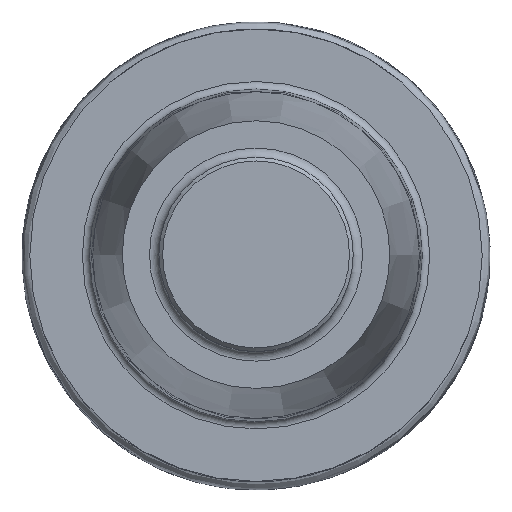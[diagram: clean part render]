
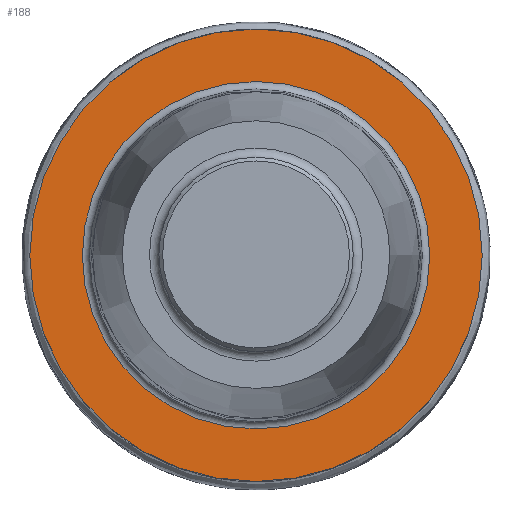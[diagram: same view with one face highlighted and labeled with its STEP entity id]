
A CAD part, top view. The second image highlights one B-rep face of the part: STEP entity #188.
In plain terms, the highlighted planar face has unit normal (0, 0, 1).
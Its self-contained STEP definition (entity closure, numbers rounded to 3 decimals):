
#156=PLANE('',#696);
#188=ADVANCED_FACE('',(#248,#249),#156,.F.);
#248=FACE_BOUND('',#298,.T.);
#249=FACE_BOUND('',#299,.T.);
#298=EDGE_LOOP('',(#372));
#299=EDGE_LOOP('',(#373));
#372=ORIENTED_EDGE('',*,*,#494,.T.);
#373=ORIENTED_EDGE('',*,*,#493,.F.);
#452=VERTEX_POINT('',#1126);
#453=VERTEX_POINT('',#1129);
#493=EDGE_CURVE('',#452,#452,#529,.T.);
#494=EDGE_CURVE('',#453,#453,#530,.T.);
#529=CIRCLE('',#693,12.1);
#530=CIRCLE('',#695,9.292);
#693=AXIS2_PLACEMENT_3D('',#1125,#820,#821);
#695=AXIS2_PLACEMENT_3D('',#1128,#824,#825);
#696=AXIS2_PLACEMENT_3D('',#1130,#826,#827);
#820=DIRECTION('',(0.,0.,-1.));
#821=DIRECTION('',(-1.,0.,0.));
#824=DIRECTION('',(0.,0.,-1.));
#825=DIRECTION('',(-1.,0.,0.));
#826=DIRECTION('',(0.,0.,-1.));
#827=DIRECTION('',(-1.,0.,0.));
#1125=CARTESIAN_POINT('',(0.,0.,0.));
#1126=CARTESIAN_POINT('',(-12.1,0.,0.));
#1128=CARTESIAN_POINT('',(0.,0.,0.));
#1129=CARTESIAN_POINT('',(-9.292,0.,0.));
#1130=CARTESIAN_POINT('',(-8.907,0.,0.));
